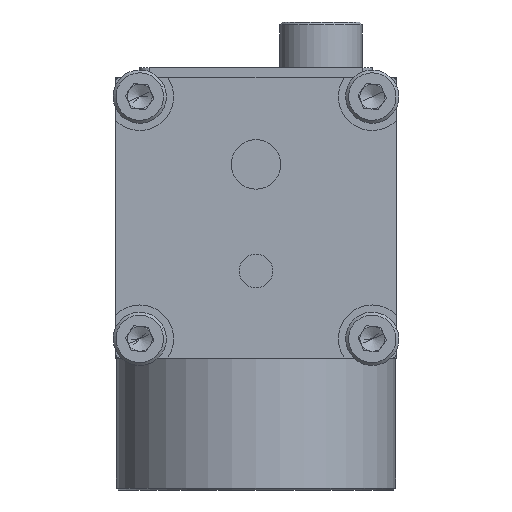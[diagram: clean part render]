
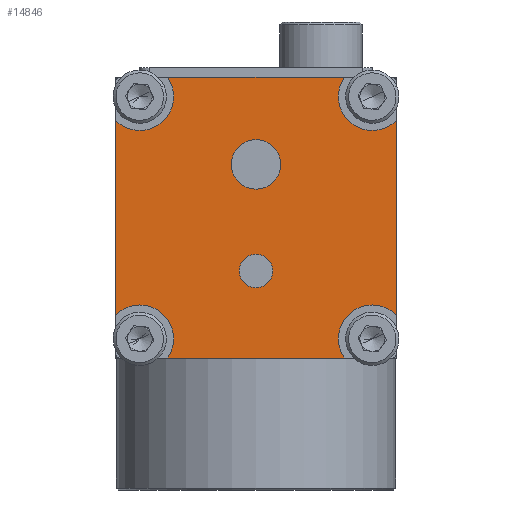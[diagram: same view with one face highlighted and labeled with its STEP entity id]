
A CAD part, front view. The second image highlights one B-rep face of the part: STEP entity #14846.
In plain terms, the highlighted planar face has unit normal (0, -1, 0).
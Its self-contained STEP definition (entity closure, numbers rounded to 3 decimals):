
#294 = CARTESIAN_POINT ( 'NONE',  ( 0., -20.85, 33.6 ) ) ;
#4087 = CARTESIAN_POINT ( 'NONE',  ( -12., -20.85, 19.1 ) ) ;
#5613 = CARTESIAN_POINT ( 'NONE',  ( 9.128, -20.85, 42.6 ) ) ;
#6493 = PLANE ( 'NONE',  #106287 ) ;
#7478 = CIRCLE ( 'NONE', #136376, 3.5 ) ;
#10718 = VERTEX_POINT ( 'NONE', #60289 ) ;
#11485 = DIRECTION ( 'NONE',  ( 0., 0., 1. ) ) ;
#12175 = EDGE_CURVE ( 'NONE', #97446, #62991, #21377, .T. ) ;
#14846 = ADVANCED_FACE ( 'NONE', ( #38892, #98332, #68606 ), #6493, .F. ) ;
#15915 = VECTOR ( 'NONE', #40077, 1000. ) ;
#18095 = CARTESIAN_POINT ( 'NONE',  ( 14., -20.85, 42.6 ) ) ;
#20424 = EDGE_CURVE ( 'NONE', #144488, #123641, #139348, .T. ) ;
#21377 = CIRCLE ( 'NONE', #85314, 2.553 ) ;
#22328 = DIRECTION ( 'NONE',  ( 0., -1., 0. ) ) ;
#25440 = ORIENTED_EDGE ( 'NONE', *, *, #12175, .F. ) ;
#25904 = AXIS2_PLACEMENT_3D ( 'NONE', #121384, #54403, #132594 ) ;
#25964 = CARTESIAN_POINT ( 'NONE',  ( -12., -20.85, 15.6 ) ) ;
#26698 = EDGE_LOOP ( 'NONE', ( #108813, #25440 ) ) ;
#27098 = ORIENTED_EDGE ( 'NONE', *, *, #115548, .F. ) ;
#28179 = ORIENTED_EDGE ( 'NONE', *, *, #137963, .T. ) ;
#28784 = ORIENTED_EDGE ( 'NONE', *, *, #117394, .F. ) ;
#28897 = EDGE_CURVE ( 'NONE', #144488, #84097, #111692, .T. ) ;
#29759 = LINE ( 'NONE', #103050, #59441 ) ;
#31810 = CIRCLE ( 'NONE', #141781, 3.5 ) ;
#32626 = CIRCLE ( 'NONE', #78314, 3.5 ) ;
#32977 = EDGE_CURVE ( 'NONE', #87888, #41321, #58463, .T. ) ;
#34719 = CARTESIAN_POINT ( 'NONE',  ( 14.5, -20.85, 38.151 ) ) ;
#36454 = CARTESIAN_POINT ( 'NONE',  ( 14.5, -20.85, 14.1 ) ) ;
#36529 = CARTESIAN_POINT ( 'NONE',  ( 12., -20.85, 40.6 ) ) ;
#36929 = DIRECTION ( 'NONE',  ( 0., 0., 1. ) ) ;
#37048 = EDGE_CURVE ( 'NONE', #62991, #97446, #44768, .T. ) ;
#37229 = DIRECTION ( 'NONE',  ( 0., 0., 1. ) ) ;
#38892 = FACE_BOUND ( 'NONE', #26698, .T. ) ;
#40077 = DIRECTION ( 'NONE',  ( -1., 0., 0. ) ) ;
#41321 = VERTEX_POINT ( 'NONE', #58722 ) ;
#42338 = VERTEX_POINT ( 'NONE', #83329 ) ;
#44338 = CIRCLE ( 'NONE', #88247, 3.5 ) ;
#44768 = CIRCLE ( 'NONE', #114055, 2.553 ) ;
#45277 = EDGE_CURVE ( 'NONE', #10718, #72248, #52510, .T. ) ;
#47762 = DIRECTION ( 'NONE',  ( 0., 0., 1. ) ) ;
#48721 = VECTOR ( 'NONE', #129942, 1000. ) ;
#48878 = DIRECTION ( 'NONE',  ( 0., -1., 0. ) ) ;
#50600 = CARTESIAN_POINT ( 'NONE',  ( -14.5, -20.85, 38.151 ) ) ;
#51718 = CARTESIAN_POINT ( 'NONE',  ( -14.5, -20.85, 14.1 ) ) ;
#51870 = CARTESIAN_POINT ( 'NONE',  ( -14., -20.85, 14.1 ) ) ;
#51990 = DIRECTION ( 'NONE',  ( 0., -1., 0. ) ) ;
#52510 = CIRCLE ( 'NONE', #97361, 3.5 ) ;
#53367 = DIRECTION ( 'NONE',  ( 0., -1., 0. ) ) ;
#53829 = ORIENTED_EDGE ( 'NONE', *, *, #114668, .F. ) ;
#54403 = DIRECTION ( 'NONE',  ( 0., -1., 0. ) ) ;
#54889 = EDGE_CURVE ( 'NONE', #91409, #72706, #32626, .T. ) ;
#57102 = CIRCLE ( 'NONE', #25904, 1.727 ) ;
#57888 = CARTESIAN_POINT ( 'NONE',  ( 0., -20.85, 22.6 ) ) ;
#57907 = EDGE_LOOP ( 'NONE', ( #68552, #53829, #96918, #82954, #27098, #58622, #139144, #67416, #28179, #133063 ) ) ;
#58463 = CIRCLE ( 'NONE', #113425, 1.727 ) ;
#58622 = ORIENTED_EDGE ( 'NONE', *, *, #123166, .F. ) ;
#58722 = CARTESIAN_POINT ( 'NONE',  ( 0., -20.85, 20.873 ) ) ;
#59060 = DIRECTION ( 'NONE',  ( 1., 0., 0. ) ) ;
#59441 = VECTOR ( 'NONE', #59060, 1000. ) ;
#60289 = CARTESIAN_POINT ( 'NONE',  ( -9.128, -20.85, 13.6 ) ) ;
#61775 = VECTOR ( 'NONE', #36929, 1000. ) ;
#62991 = VERTEX_POINT ( 'NONE', #65623 ) ;
#63081 = DIRECTION ( 'NONE',  ( 0., 0., -1. ) ) ;
#63141 = EDGE_LOOP ( 'NONE', ( #84818, #28784 ) ) ;
#63332 = CARTESIAN_POINT ( 'NONE',  ( -12., -20.85, 15.6 ) ) ;
#64970 = CARTESIAN_POINT ( 'NONE',  ( 0., -20.85, 24.327 ) ) ;
#65623 = CARTESIAN_POINT ( 'NONE',  ( 0., -20.85, 36.153 ) ) ;
#66436 = EDGE_CURVE ( 'NONE', #115106, #72706, #91496, .T. ) ;
#66917 = CARTESIAN_POINT ( 'NONE',  ( -9.128, -20.85, 42.6 ) ) ;
#67416 = ORIENTED_EDGE ( 'NONE', *, *, #54889, .F. ) ;
#68552 = ORIENTED_EDGE ( 'NONE', *, *, #28897, .T. ) ;
#68606 = FACE_OUTER_BOUND ( 'NONE', #57907, .T. ) ;
#69125 = DIRECTION ( 'NONE',  ( 0., 0., 1. ) ) ;
#72248 = VERTEX_POINT ( 'NONE', #4087 ) ;
#72706 = VERTEX_POINT ( 'NONE', #34719 ) ;
#74375 = CARTESIAN_POINT ( 'NONE',  ( -14.5, -20.85, 18.049 ) ) ;
#74605 = DIRECTION ( 'NONE',  ( 0., 0., 1. ) ) ;
#78314 = AXIS2_PLACEMENT_3D ( 'NONE', #36529, #114713, #47762 ) ;
#78411 = DIRECTION ( 'NONE',  ( 0., -1., 0. ) ) ;
#82097 = CARTESIAN_POINT ( 'NONE',  ( 12., -20.85, 19.1 ) ) ;
#82954 = ORIENTED_EDGE ( 'NONE', *, *, #127281, .T. ) ;
#83329 = CARTESIAN_POINT ( 'NONE',  ( 9.128, -20.85, 13.6 ) ) ;
#83734 = CARTESIAN_POINT ( 'NONE',  ( 14.5, -20.85, 18.049 ) ) ;
#84097 = VERTEX_POINT ( 'NONE', #74375 ) ;
#84818 = ORIENTED_EDGE ( 'NONE', *, *, #32977, .F. ) ;
#85314 = AXIS2_PLACEMENT_3D ( 'NONE', #118958, #51990, #130220 ) ;
#87888 = VERTEX_POINT ( 'NONE', #64970 ) ;
#88247 = AXIS2_PLACEMENT_3D ( 'NONE', #63332, #141581, #74605 ) ;
#89285 = CARTESIAN_POINT ( 'NONE',  ( -12., -20.85, 40.6 ) ) ;
#91409 = VERTEX_POINT ( 'NONE', #5613 ) ;
#91496 = LINE ( 'NONE', #36454, #61775 ) ;
#96918 = ORIENTED_EDGE ( 'NONE', *, *, #45277, .F. ) ;
#97361 = AXIS2_PLACEMENT_3D ( 'NONE', #25964, #104162, #37229 ) ;
#97446 = VERTEX_POINT ( 'NONE', #108410 ) ;
#98332 = FACE_BOUND ( 'NONE', #63141, .T. ) ;
#100503 = DIRECTION ( 'NONE',  ( 0., 0., 1. ) ) ;
#101552 = LINE ( 'NONE', #18095, #15915 ) ;
#103050 = CARTESIAN_POINT ( 'NONE',  ( 14., -20.85, 13.6 ) ) ;
#104162 = DIRECTION ( 'NONE',  ( 0., -1., 0. ) ) ;
#104868 = AXIS2_PLACEMENT_3D ( 'NONE', #89285, #22328, #100503 ) ;
#106287 = AXIS2_PLACEMENT_3D ( 'NONE', #51870, #130083, #63081 ) ;
#108410 = CARTESIAN_POINT ( 'NONE',  ( 0., -20.85, 31.047 ) ) ;
#108813 = ORIENTED_EDGE ( 'NONE', *, *, #37048, .F. ) ;
#109490 = VERTEX_POINT ( 'NONE', #82097 ) ;
#111692 = LINE ( 'NONE', #51718, #48721 ) ;
#113425 = AXIS2_PLACEMENT_3D ( 'NONE', #57888, #136060, #69125 ) ;
#114055 = AXIS2_PLACEMENT_3D ( 'NONE', #294, #78411, #11485 ) ;
#114668 = EDGE_CURVE ( 'NONE', #72248, #84097, #44338, .T. ) ;
#114713 = DIRECTION ( 'NONE',  ( 0., -1., 0. ) ) ;
#115106 = VERTEX_POINT ( 'NONE', #83734 ) ;
#115548 = EDGE_CURVE ( 'NONE', #109490, #42338, #31810, .T. ) ;
#115836 = CARTESIAN_POINT ( 'NONE',  ( 12., -20.85, 15.6 ) ) ;
#117394 = EDGE_CURVE ( 'NONE', #41321, #87888, #57102, .T. ) ;
#118958 = CARTESIAN_POINT ( 'NONE',  ( 0., -20.85, 33.6 ) ) ;
#120345 = CARTESIAN_POINT ( 'NONE',  ( 12., -20.85, 15.6 ) ) ;
#121384 = CARTESIAN_POINT ( 'NONE',  ( 0., -20.85, 22.6 ) ) ;
#123166 = EDGE_CURVE ( 'NONE', #115106, #109490, #7478, .T. ) ;
#123641 = VERTEX_POINT ( 'NONE', #66917 ) ;
#127118 = DIRECTION ( 'NONE',  ( 0., 0., 1. ) ) ;
#127281 = EDGE_CURVE ( 'NONE', #10718, #42338, #29759, .T. ) ;
#129942 = DIRECTION ( 'NONE',  ( 0., 0., -1. ) ) ;
#130083 = DIRECTION ( 'NONE',  ( 0., 1., 0. ) ) ;
#130220 = DIRECTION ( 'NONE',  ( 0., 0., 1. ) ) ;
#131581 = DIRECTION ( 'NONE',  ( 0., 0., 1. ) ) ;
#132594 = DIRECTION ( 'NONE',  ( 0., 0., 1. ) ) ;
#133063 = ORIENTED_EDGE ( 'NONE', *, *, #20424, .F. ) ;
#136060 = DIRECTION ( 'NONE',  ( 0., -1., 0. ) ) ;
#136376 = AXIS2_PLACEMENT_3D ( 'NONE', #120345, #53367, #131581 ) ;
#137963 = EDGE_CURVE ( 'NONE', #91409, #123641, #101552, .T. ) ;
#139144 = ORIENTED_EDGE ( 'NONE', *, *, #66436, .T. ) ;
#139348 = CIRCLE ( 'NONE', #104868, 3.5 ) ;
#141581 = DIRECTION ( 'NONE',  ( 0., -1., 0. ) ) ;
#141781 = AXIS2_PLACEMENT_3D ( 'NONE', #115836, #48878, #127118 ) ;
#144488 = VERTEX_POINT ( 'NONE', #50600 ) ;
